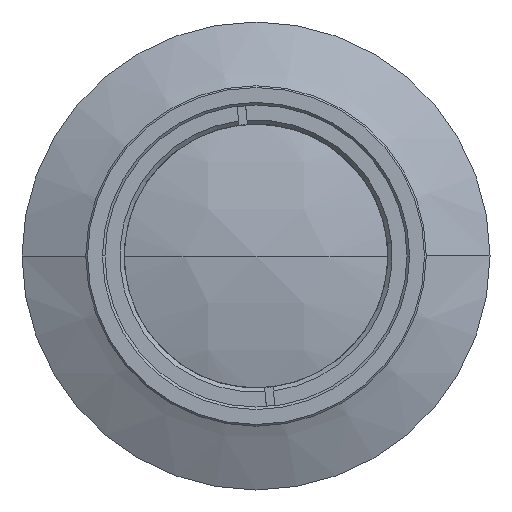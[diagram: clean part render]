
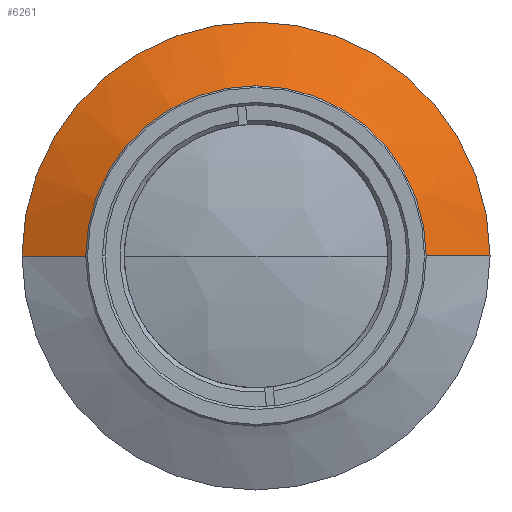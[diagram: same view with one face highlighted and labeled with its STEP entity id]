
A CAD part, left-side view. The second image highlights one B-rep face of the part: STEP entity #6261.
In plain terms, the highlighted conical face has half-angle 65 degrees and reference radius 27.5 mm.
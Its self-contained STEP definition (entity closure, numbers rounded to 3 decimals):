
#147 = VERTEX_POINT ( 'NONE', #9111 ) ;
#166 = EDGE_CURVE ( 'NONE', #9814, #6669, #10872, .T. ) ;
#281 = ORIENTED_EDGE ( 'NONE', *, *, #6713, .T. ) ;
#544 = CIRCLE ( 'NONE', #8767, 15.5 ) ;
#679 = DIRECTION ( 'NONE',  ( 0., 0., 1. ) ) ;
#705 = CARTESIAN_POINT ( 'NONE',  ( 153.039, 0., 0. ) ) ;
#855 = DIRECTION ( 'NONE',  ( 0., 1., 0. ) ) ;
#994 = EDGE_LOOP ( 'NONE', ( #10237, #12628, #5527, #14291, #2949, #281 ) ) ;
#1002 = CONICAL_SURFACE ( 'NONE', #6080, 27.5, 1.134 ) ;
#1162 = CARTESIAN_POINT ( 'NONE',  ( 147.443, 0., 15.5 ) ) ;
#1660 = EDGE_CURVE ( 'NONE', #6669, #12669, #9653, .T. ) ;
#1995 = CARTESIAN_POINT ( 'NONE',  ( 153.039, -27.5, 0. ) ) ;
#2132 = DIRECTION ( 'NONE',  ( 0., 0., -1. ) ) ;
#2405 = AXIS2_PLACEMENT_3D ( 'NONE', #10241, #6979, #2132 ) ;
#2476 = VECTOR ( 'NONE', #12047, 1000. ) ;
#2680 = EDGE_CURVE ( 'NONE', #4230, #12669, #2728, .T. ) ;
#2728 = CIRCLE ( 'NONE', #8288, 27.5 ) ;
#2949 = ORIENTED_EDGE ( 'NONE', *, *, #11329, .F. ) ;
#3567 = CARTESIAN_POINT ( 'NONE',  ( 153.039, 0., 0. ) ) ;
#4230 = VERTEX_POINT ( 'NONE', #8498 ) ;
#4518 = VERTEX_POINT ( 'NONE', #6268 ) ;
#5328 = DIRECTION ( 'NONE',  ( 1., 0., 0. ) ) ;
#5527 = ORIENTED_EDGE ( 'NONE', *, *, #2680, .F. ) ;
#6080 = AXIS2_PLACEMENT_3D ( 'NONE', #705, #5328, #855 ) ;
#6261 = ADVANCED_FACE ( 'NONE', ( #9875 ), #1002, .T. ) ;
#6268 = CARTESIAN_POINT ( 'NONE',  ( 153.039, 27.5, 0. ) ) ;
#6321 = DIRECTION ( 'NONE',  ( 1., 0., 0. ) ) ;
#6669 = VERTEX_POINT ( 'NONE', #11567 ) ;
#6713 = EDGE_CURVE ( 'NONE', #147, #9814, #544, .T. ) ;
#6844 = AXIS2_PLACEMENT_3D ( 'NONE', #3567, #10378, #8177 ) ;
#6979 = DIRECTION ( 'NONE',  ( 1., 0., 0. ) ) ;
#7218 = LINE ( 'NONE', #9581, #2476 ) ;
#8177 = DIRECTION ( 'NONE',  ( 0., 0., 1. ) ) ;
#8288 = AXIS2_PLACEMENT_3D ( 'NONE', #11039, #14207, #679 ) ;
#8498 = CARTESIAN_POINT ( 'NONE',  ( 153.039, 0., 27.5 ) ) ;
#8767 = AXIS2_PLACEMENT_3D ( 'NONE', #9743, #6321, #11021 ) ;
#9111 = CARTESIAN_POINT ( 'NONE',  ( 147.443, 15.5, 0. ) ) ;
#9581 = CARTESIAN_POINT ( 'NONE',  ( 153.039, 27.5, 0. ) ) ;
#9653 = LINE ( 'NONE', #14445, #12699 ) ;
#9743 = CARTESIAN_POINT ( 'NONE',  ( 147.443, 0., 0. ) ) ;
#9814 = VERTEX_POINT ( 'NONE', #1162 ) ;
#9875 = FACE_OUTER_BOUND ( 'NONE', #994, .T. ) ;
#9999 = CIRCLE ( 'NONE', #6844, 27.5 ) ;
#10237 = ORIENTED_EDGE ( 'NONE', *, *, #166, .T. ) ;
#10241 = CARTESIAN_POINT ( 'NONE',  ( 147.443, 0., 0. ) ) ;
#10378 = DIRECTION ( 'NONE',  ( 1., 0., 0. ) ) ;
#10872 = CIRCLE ( 'NONE', #2405, 15.5 ) ;
#11021 = DIRECTION ( 'NONE',  ( 0., 0., -1. ) ) ;
#11039 = CARTESIAN_POINT ( 'NONE',  ( 153.039, 0., 0. ) ) ;
#11329 = EDGE_CURVE ( 'NONE', #147, #4518, #7218, .T. ) ;
#11567 = CARTESIAN_POINT ( 'NONE',  ( 147.443, -15.5, 0. ) ) ;
#11695 = EDGE_CURVE ( 'NONE', #4518, #4230, #9999, .T. ) ;
#12047 = DIRECTION ( 'NONE',  ( 0.423, 0.906, 0. ) ) ;
#12628 = ORIENTED_EDGE ( 'NONE', *, *, #1660, .T. ) ;
#12669 = VERTEX_POINT ( 'NONE', #1995 ) ;
#12699 = VECTOR ( 'NONE', #14295, 1000. ) ;
#14207 = DIRECTION ( 'NONE',  ( 1., 0., 0. ) ) ;
#14291 = ORIENTED_EDGE ( 'NONE', *, *, #11695, .F. ) ;
#14295 = DIRECTION ( 'NONE',  ( 0.423, -0.906, 0. ) ) ;
#14445 = CARTESIAN_POINT ( 'NONE',  ( 153.039, -27.5, 0. ) ) ;
